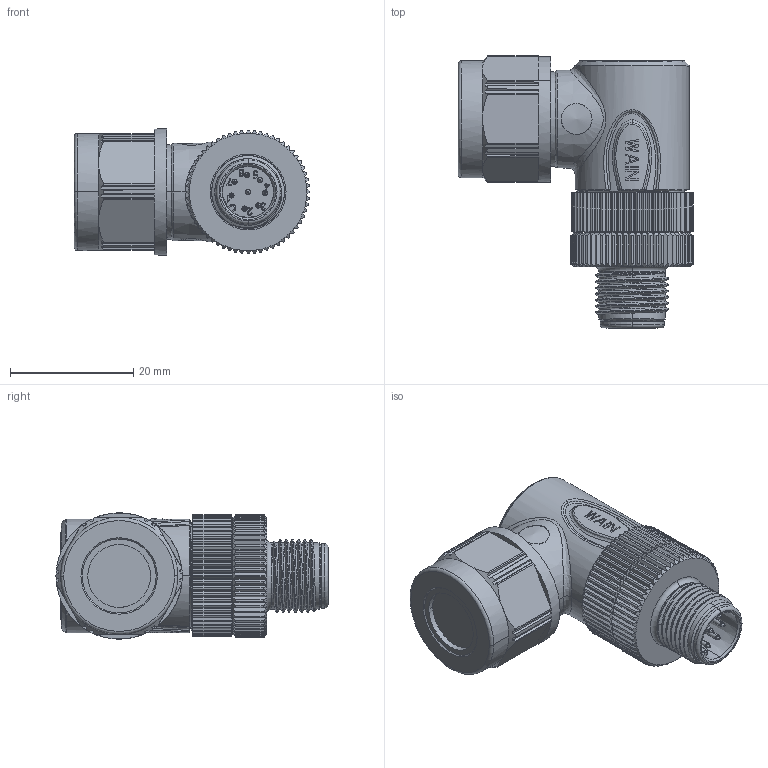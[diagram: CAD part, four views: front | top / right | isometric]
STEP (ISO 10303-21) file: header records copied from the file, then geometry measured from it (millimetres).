
FILE_DESCRIPTION((''),'2;1');
FILE_NAME('M12P-SE-TR15_1_1_1','2023-12-26T',('13539'),(''),'PRO/ENGINEER BY PARAMETRIC TECHNOLOGY CORPORATION, 2012480','PRO/ENGINEER BY PARAMETRIC TECHNOLOGY CORPORATION, 2012480','');
FILE_SCHEMA(('CONFIG_CONTROL_DESIGN'));
Products named in the file (1): M12P-SE-TR15_1_1_1
Bounding box: 38.2 x 44.15 x 20.49 mm (x, y, z)
Volume: 14503.1 mm3; surface area: 8497.7 mm2
Topology: 1 solids, 2 shells, 1281 faces, 3312 edges, 2051 vertices
Faces by surface type: plane 483, cylinder 387, cone 203, extrusion 92, bspline 67, sphere 32, torus 17
Entity records: 52824 total; most frequent: CARTESIAN_POINT 23549, ORIENTED_EDGE 6560, DIRECTION 5330, EDGE_CURVE 3280, VERTEX_POINT 2051, AXIS2_PLACEMENT_3D 1899, VECTOR 1532, LINE 1440
